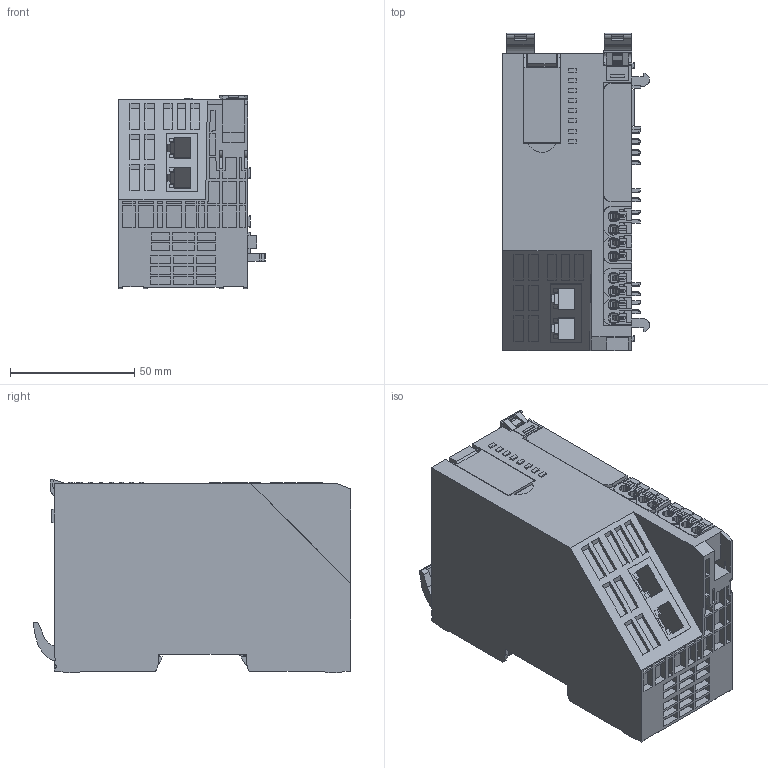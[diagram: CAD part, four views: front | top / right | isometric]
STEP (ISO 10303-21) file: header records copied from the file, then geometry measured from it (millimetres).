
FILE_DESCRIPTION(('CATIA V5 STEP Exchange','CAx-IF Rec.Pracs.--- Model Styling and Organization---1.4--- 2014-01-23'),'2;1');
FILE_NAME ('D1574194_1', '2023-10-12T16:13:27+00:00', ('none'), ('Weidmueller'), 'CATIA Version 5-6 Release 2016 SP3 HF44', 'CATIA V5 STEP AP214', 'none');
FILE_SCHEMA(('AUTOMOTIVE_DESIGN { 1 0 10303 214 1 1 1 1 }'));
Products named in the file (1): S3D_UR20_FBC_CC_TSN
Bounding box: 59 x 127.88 x 78.03 mm (x, y, z)
Volume: 413973.7 mm3; surface area: 70840.6 mm2
Topology: 67 solids, 67 shells, 2633 faces, 7132 edges, 4787 vertices
Faces by surface type: plane 2280, cylinder 323, extrusion 30
Entity records: 81757 total; most frequent: CARTESIAN_POINT 16650, ORIENTED_EDGE 14264, DIRECTION 10295, EDGE_CURVE 7132, VECTOR 6140, LINE 6110, VERTEX_POINT 4787, EDGE_LOOP 2797
